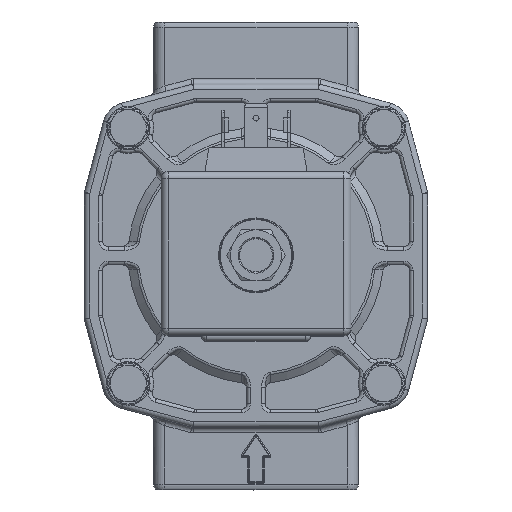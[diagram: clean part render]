
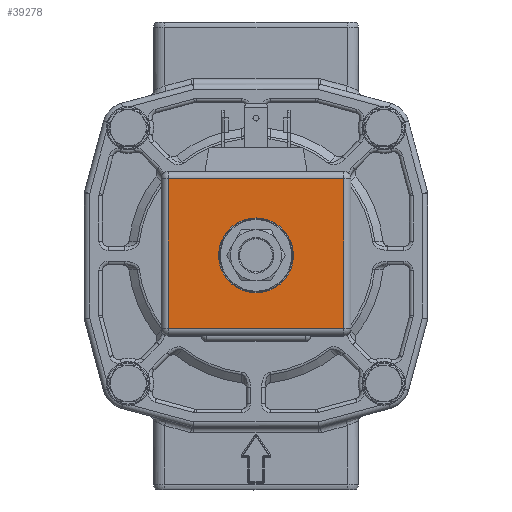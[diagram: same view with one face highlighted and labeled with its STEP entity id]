
A CAD part, top view. The second image highlights one B-rep face of the part: STEP entity #39278.
In plain terms, the highlighted planar face has unit normal (0, 0, -1).
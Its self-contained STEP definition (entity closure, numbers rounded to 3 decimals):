
#38245=DIRECTION('',(0.,-1.,0.));
#38246=VECTOR('',#38245,48.);
#38247=CARTESIAN_POINT('',(-20.,0.,19.25));
#38248=LINE('',#38247,#38246);
#38283=DIRECTION('',(-1.,0.,0.));
#38284=VECTOR('',#38283,41.);
#38285=CARTESIAN_POINT('',(21.,0.,19.25));
#38286=LINE('',#38285,#38284);
#38328=DIRECTION('',(0.,1.,0.));
#38329=VECTOR('',#38328,48.);
#38330=CARTESIAN_POINT('',(21.,-48.,19.25));
#38331=LINE('',#38330,#38329);
#38342=CARTESIAN_POINT('',(0.,-24.,19.25));
#38343=DIRECTION('',(0.,0.,-1.));
#38344=DIRECTION('',(1.,0.,0.));
#38345=AXIS2_PLACEMENT_3D('',#38342,#38343,#38344);
#38350=CARTESIAN_POINT('',(0.,-24.,19.25));
#38351=DIRECTION('',(0.,0.,-1.));
#38352=DIRECTION('',(-1.,0.,0.));
#38353=AXIS2_PLACEMENT_3D('',#38350,#38351,#38352);
#38365=DIRECTION('',(1.,0.,0.));
#38366=VECTOR('',#38365,41.);
#38367=CARTESIAN_POINT('',(-20.,-48.,19.25));
#38368=LINE('',#38367,#38366);
#38972=CARTESIAN_POINT('',(21.,-48.,19.25));
#38973=VERTEX_POINT('',#38972);
#38974=CARTESIAN_POINT('',(21.,0.,19.25));
#38975=VERTEX_POINT('',#38974);
#38976=CARTESIAN_POINT('',(-20.,0.,19.25));
#38977=VERTEX_POINT('',#38976);
#38978=CARTESIAN_POINT('',(-20.,-48.,19.25));
#38979=VERTEX_POINT('',#38978);
#39006=CARTESIAN_POINT('',(-10.25,-24.,19.25));
#39008=VERTEX_POINT('',#39006);
#39011=CARTESIAN_POINT('',(10.25,-24.,19.25));
#39013=VERTEX_POINT('',#39011);
#39260=CARTESIAN_POINT('',(0.5,-24.,19.25));
#39261=DIRECTION('',(0.,0.,1.));
#39262=DIRECTION('',(1.,0.,0.));
#39263=AXIS2_PLACEMENT_3D('',#39260,#39261,#39262);
#39264=PLANE('',#39263);
#39265=ORIENTED_EDGE('',*,*,#39161,.T.);
#39266=ORIENTED_EDGE('',*,*,#39121,.T.);
#39268=ORIENTED_EDGE('',*,*,#39267,.T.);
#39269=ORIENTED_EDGE('',*,*,#39244,.T.);
#39270=EDGE_LOOP('',(#39265,#39266,#39268,#39269));
#39271=FACE_OUTER_BOUND('',#39270,.F.);
#39273=ORIENTED_EDGE('',*,*,#39272,.T.);
#39275=ORIENTED_EDGE('',*,*,#39274,.T.);
#39276=EDGE_LOOP('',(#39273,#39275));
#39277=FACE_BOUND('',#39276,.F.);
#39278=ADVANCED_FACE('',(#39271,#39277),#39264,.F.);
#38346=CIRCLE('',#38345,10.25);
#38354=CIRCLE('',#38353,10.25);
#39121=EDGE_CURVE('',#38977,#38979,#38248,.T.);
#39161=EDGE_CURVE('',#38975,#38977,#38286,.T.);
#39244=EDGE_CURVE('',#38973,#38975,#38331,.T.);
#39267=EDGE_CURVE('',#38979,#38973,#38368,.T.);
#39272=EDGE_CURVE('',#39013,#39008,#38346,.T.);
#39274=EDGE_CURVE('',#39008,#39013,#38354,.T.);
